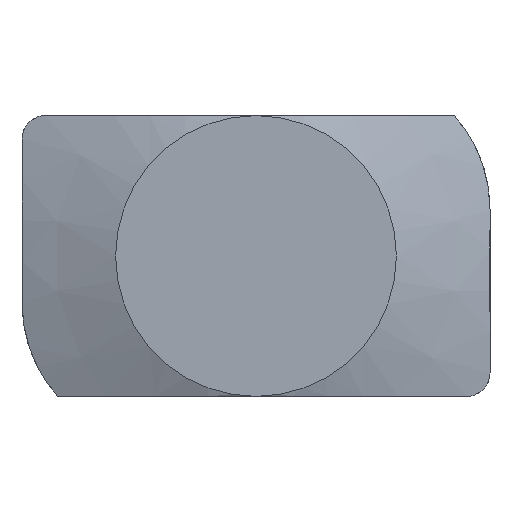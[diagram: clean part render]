
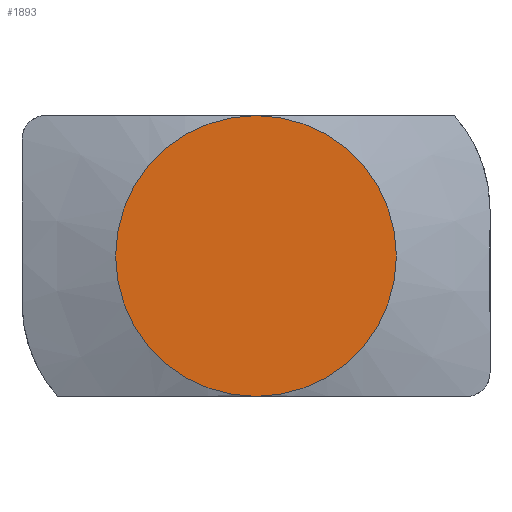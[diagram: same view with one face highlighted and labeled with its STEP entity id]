
A CAD part, front view. The second image highlights one B-rep face of the part: STEP entity #1893.
In plain terms, the highlighted planar face has unit normal (0, -1, 0).
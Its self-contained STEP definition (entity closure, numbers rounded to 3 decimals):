
#100 = FACE_OUTER_BOUND ( 'NONE', #273, .T. ) ;
#273 = EDGE_LOOP ( 'NONE', ( #1326, #1327 ) ) ;
#476 = AXIS2_PLACEMENT_3D ( 'NONE', #1682, #1688, #1689 ) ;
#664 = EDGE_CURVE ( 'NONE', #1283, #1290, #953, .T. ) ;
#665 = EDGE_CURVE ( 'NONE', #1283, #1290, #955, .T. ) ;
#953 = CIRCLE ( 'NONE', #2437, 3. ) ;
#955 = CIRCLE ( 'NONE', #2438, 3. ) ;
#1283 = VERTEX_POINT ( 'NONE', #1613 ) ;
#1290 = VERTEX_POINT ( 'NONE', #1620 ) ;
#1326 = ORIENTED_EDGE ( 'NONE', *, *, #665, .T. ) ;
#1327 = ORIENTED_EDGE ( 'NONE', *, *, #664, .F. ) ;
#1613 = CARTESIAN_POINT ( 'NONE',  ( 0., 0., -3. ) ) ;
#1620 = CARTESIAN_POINT ( 'NONE',  ( 0., 0., 3. ) ) ;
#1682 = CARTESIAN_POINT ( 'NONE',  ( 4.5, 0., -2.5 ) ) ;
#1685 = PLANE ( 'NONE',  #476 ) ;
#1688 = DIRECTION ( 'NONE',  ( 0., 1., 0. ) ) ;
#1689 = DIRECTION ( 'NONE',  ( 0., 0., 1. ) ) ;
#1893 = ADVANCED_FACE ( 'NONE', ( #100 ), #1685, .F. ) ;
#2022 = CARTESIAN_POINT ( 'NONE',  ( 0., 0., 0. ) ) ;
#2023 = DIRECTION ( 'NONE',  ( 0., 1., 0. ) ) ;
#2024 = DIRECTION ( 'NONE',  ( 0., 0., 1. ) ) ;
#2025 = CARTESIAN_POINT ( 'NONE',  ( 0., 0., 0. ) ) ;
#2026 = DIRECTION ( 'NONE',  ( 0., -1., 0. ) ) ;
#2027 = DIRECTION ( 'NONE',  ( 0., 0., -1. ) ) ;
#2437 = AXIS2_PLACEMENT_3D ( 'NONE', #2022, #2023, #2024 ) ;
#2438 = AXIS2_PLACEMENT_3D ( 'NONE', #2025, #2026, #2027 ) ;
